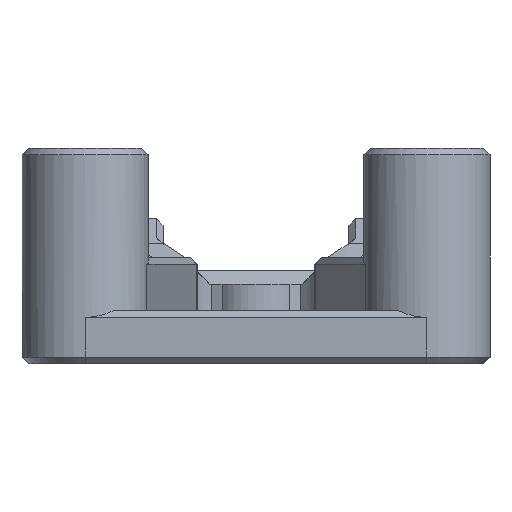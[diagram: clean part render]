
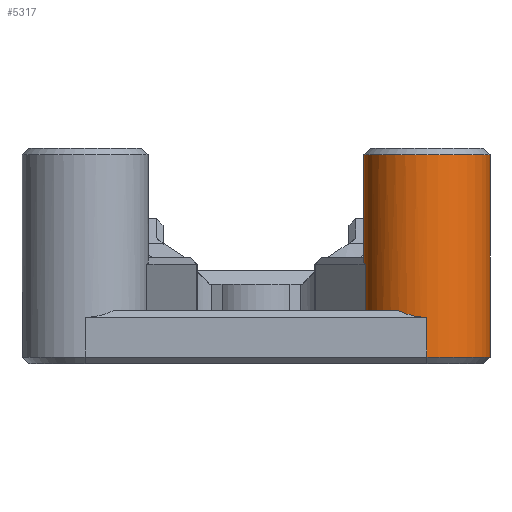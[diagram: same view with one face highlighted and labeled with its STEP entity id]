
A CAD part, front view. The second image highlights one B-rep face of the part: STEP entity #5317.
In plain terms, the highlighted cylindrical face has radius 4.75 mm (diameter 9.5 mm), a full revolution.
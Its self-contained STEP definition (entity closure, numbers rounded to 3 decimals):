
#253=ELLIPSE('',#5703,6.718,4.75);
#254=ELLIPSE('',#5705,6.718,4.75);
#292=B_SPLINE_CURVE_WITH_KNOTS('',3,(#7959,#7960,#7961,#7962,#7963,#7964),
 .UNSPECIFIED.,.F.,.F.,(4,2,4),(0.695,0.832,0.879),
 .UNSPECIFIED.);
#324=CYLINDRICAL_SURFACE('',#5702,4.75);
#389=FACE_OUTER_BOUND('',#700,.T.);
#700=EDGE_LOOP('',(#3755,#3756,#3757,#3758,#3759,#3760,#3761,#3762,#3763,
#3764,#3765,#3766,#3767));
#1048=LINE('',#7949,#1623);
#1049=LINE('',#7954,#1624);
#1050=LINE('',#7955,#1625);
#1051=LINE('',#7957,#1626);
#1623=VECTOR('',#6348,1000.);
#1624=VECTOR('',#6353,1000.);
#1625=VECTOR('',#6354,4.75);
#1626=VECTOR('',#6355,1000.);
#2179=CIRCLE('',#5651,4.75);
#2198=CIRCLE('',#5676,4.75);
#2199=CIRCLE('',#5677,4.75);
#2214=CIRCLE('',#5704,4.75);
#2215=CIRCLE('',#5706,4.75);
#2349=VERTEX_POINT('',#7797);
#2381=VERTEX_POINT('',#7872);
#2382=VERTEX_POINT('',#7874);
#2383=VERTEX_POINT('',#7876);
#2406=VERTEX_POINT('',#7945);
#2407=VERTEX_POINT('',#7946);
#2408=VERTEX_POINT('',#7948);
#2409=VERTEX_POINT('',#7950);
#2410=VERTEX_POINT('',#7952);
#2411=VERTEX_POINT('',#7956);
#2412=VERTEX_POINT('',#7958);
#2850=EDGE_CURVE('',#2349,#2349,#2179,.T.);
#2886=EDGE_CURVE('',#2382,#2381,#2198,.T.);
#2887=EDGE_CURVE('',#2383,#2382,#2199,.T.);
#2919=EDGE_CURVE('',#2406,#2407,#253,.T.);
#2920=EDGE_CURVE('',#2407,#2408,#1048,.T.);
#2921=EDGE_CURVE('',#2409,#2408,#2214,.T.);
#2922=EDGE_CURVE('',#2409,#2410,#254,.T.);
#2923=EDGE_CURVE('',#2410,#2383,#1049,.T.);
#2924=EDGE_CURVE('',#2382,#2349,#1050,.T.);
#2925=EDGE_CURVE('',#2381,#2411,#1051,.T.);
#2926=EDGE_CURVE('',#2411,#2412,#292,.T.);
#2927=EDGE_CURVE('',#2412,#2406,#2215,.T.);
#3755=ORIENTED_EDGE('',*,*,#2919,.T.);
#3756=ORIENTED_EDGE('',*,*,#2920,.T.);
#3757=ORIENTED_EDGE('',*,*,#2921,.F.);
#3758=ORIENTED_EDGE('',*,*,#2922,.T.);
#3759=ORIENTED_EDGE('',*,*,#2923,.T.);
#3760=ORIENTED_EDGE('',*,*,#2887,.T.);
#3761=ORIENTED_EDGE('',*,*,#2924,.T.);
#3762=ORIENTED_EDGE('',*,*,#2850,.T.);
#3763=ORIENTED_EDGE('',*,*,#2924,.F.);
#3764=ORIENTED_EDGE('',*,*,#2886,.T.);
#3765=ORIENTED_EDGE('',*,*,#2925,.T.);
#3766=ORIENTED_EDGE('',*,*,#2926,.T.);
#3767=ORIENTED_EDGE('',*,*,#2927,.T.);
#5317=ADVANCED_FACE('',(#389),#324,.T.);
#5651=AXIS2_PLACEMENT_3D('',#7798,#6210,#6211);
#5676=AXIS2_PLACEMENT_3D('',#7875,#6276,#6277);
#5677=AXIS2_PLACEMENT_3D('',#7877,#6278,#6279);
#5702=AXIS2_PLACEMENT_3D('',#7944,#6344,#6345);
#5703=AXIS2_PLACEMENT_3D('',#7947,#6346,#6347);
#5704=AXIS2_PLACEMENT_3D('',#7951,#6349,#6350);
#5705=AXIS2_PLACEMENT_3D('',#7953,#6351,#6352);
#5706=AXIS2_PLACEMENT_3D('',#7965,#6356,#6357);
#6210=DIRECTION('center_axis',(0.,0.,-1.));
#6211=DIRECTION('ref_axis',(1.,0.,0.));
#6276=DIRECTION('center_axis',(0.,0.,1.));
#6277=DIRECTION('ref_axis',(1.,0.,0.));
#6278=DIRECTION('center_axis',(0.,0.,1.));
#6279=DIRECTION('ref_axis',(1.,0.,0.));
#6344=DIRECTION('center_axis',(0.,0.,-1.));
#6345=DIRECTION('ref_axis',(-1.,0.,0.));
#6346=DIRECTION('center_axis',(-0.693,-0.138,0.707));
#6347=DIRECTION('ref_axis',(0.693,0.138,0.707));
#6348=DIRECTION('',(0.,0.,-1.));
#6349=DIRECTION('center_axis',(0.,0.,-1.));
#6350=DIRECTION('ref_axis',(1.,0.,0.));
#6351=DIRECTION('center_axis',(0.,-0.707,
0.707));
#6352=DIRECTION('ref_axis',(0.,-0.707,-0.707));
#6353=DIRECTION('',(0.,0.,-1.));
#6354=DIRECTION('',(0.,0.,1.));
#6355=DIRECTION('',(0.,0.,1.));
#6356=DIRECTION('center_axis',(0.,0.,1.));
#6357=DIRECTION('ref_axis',(1.,0.,0.));
#7797=CARTESIAN_POINT('',(17.63,-24.604,7.739));
#7798=CARTESIAN_POINT('Origin',(12.88,-24.604,7.739));
#7872=CARTESIAN_POINT('',(15.545,-20.672,-7.5));
#7874=CARTESIAN_POINT('',(17.63,-24.604,-7.5));
#7875=CARTESIAN_POINT('Origin',(12.88,-24.604,-7.5));
#7876=CARTESIAN_POINT('',(12.88,-29.354,-7.5));
#7877=CARTESIAN_POINT('Origin',(12.88,-24.604,-7.5));
#7944=CARTESIAN_POINT('Origin',(12.88,-24.604,2.939));
#7945=CARTESIAN_POINT('',(8.297,-23.355,0.));
#7946=CARTESIAN_POINT('',(8.222,-25.533,-0.5));
#7947=CARTESIAN_POINT('Origin',(12.88,-24.604,4.25));
#7948=CARTESIAN_POINT('',(8.222,-25.533,-4.));
#7949=CARTESIAN_POINT('',(8.222,-25.533,2.939));
#7950=CARTESIAN_POINT('',(10.759,-28.854,-4.));
#7951=CARTESIAN_POINT('Origin',(12.88,-24.604,-4.));
#7952=CARTESIAN_POINT('',(12.88,-29.354,-4.5));
#7953=CARTESIAN_POINT('Origin',(12.88,-24.604,0.25));
#7954=CARTESIAN_POINT('',(12.88,-29.354,-4.));
#7955=CARTESIAN_POINT('',(17.63,-24.604,2.939));
#7956=CARTESIAN_POINT('',(15.545,-20.672,-0.5));
#7957=CARTESIAN_POINT('',(15.545,-20.672,2.939));
#7958=CARTESIAN_POINT('',(13.874,-19.959,0.));
#7959=CARTESIAN_POINT('Ctrl Pts',(15.545,-20.672,-0.5));
#7960=CARTESIAN_POINT('Ctrl Pts',(15.168,-20.416,-0.5));
#7961=CARTESIAN_POINT('Ctrl Pts',(14.739,-20.21,-0.396));
#7962=CARTESIAN_POINT('Ctrl Pts',(14.166,-20.028,-0.15));
#7963=CARTESIAN_POINT('Ctrl Pts',(14.019,-19.99,-0.078));
#7964=CARTESIAN_POINT('Ctrl Pts',(13.874,-19.959,0.));
#7965=CARTESIAN_POINT('Origin',(12.88,-24.604,0.));
